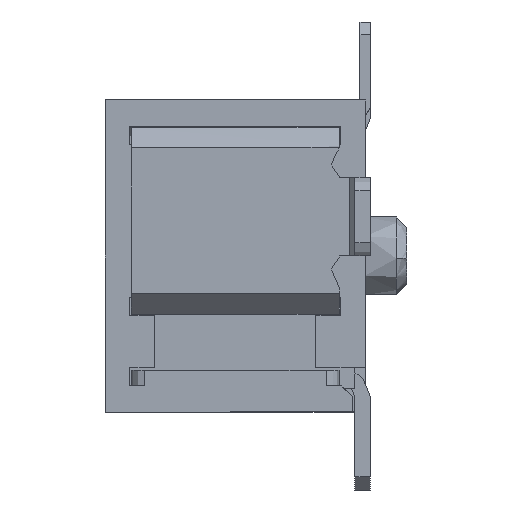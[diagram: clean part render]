
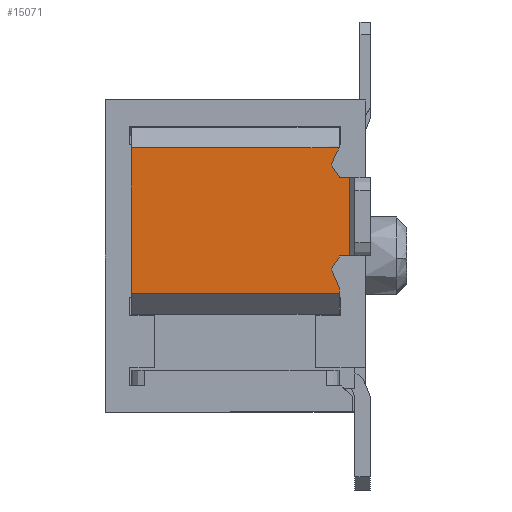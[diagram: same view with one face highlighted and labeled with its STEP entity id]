
A CAD part, left-side view. The second image highlights one B-rep face of the part: STEP entity #15071.
In plain terms, the highlighted planar face has unit normal (-1, 0, 0).
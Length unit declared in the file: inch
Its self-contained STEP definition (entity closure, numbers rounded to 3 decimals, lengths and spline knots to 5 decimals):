
#708 = EDGE_CURVE ( 'NONE', #9791, #9250, #13958, .T. ) ;
#795 = EDGE_CURVE ( 'NONE', #8668, #9791, #9762, .T. ) ;
#992 = VECTOR ( 'NONE', #12497, 39.37008 ) ;
#1032 = LINE ( 'NONE', #11165, #992 ) ;
#1296 = ORIENTED_EDGE ( 'NONE', *, *, #12074, .T. ) ;
#1886 = CARTESIAN_POINT ( 'NONE',  ( -1.68701, 0.05118, -23.41059 ) ) ;
#2000 = EDGE_CURVE ( 'NONE', #8625, #8668, #16159, .T. ) ;
#2020 = DIRECTION ( 'NONE',  ( 0., 0., 1. ) ) ;
#2050 = DIRECTION ( 'NONE',  ( 0., 1., 0. ) ) ;
#2281 = CARTESIAN_POINT ( 'NONE',  ( -1.68701, 0.05149, -23.39091 ) ) ;
#2358 = CARTESIAN_POINT ( 'NONE',  ( -1.68701, 0.05709, -23.40157 ) ) ;
#2542 = CARTESIAN_POINT ( 'NONE',  ( -1.68701, 0.05709, -23.48031 ) ) ;
#2544 = CARTESIAN_POINT ( 'NONE',  ( -1.68701, 0.05603, -23.39641 ) ) ;
#2616 = CARTESIAN_POINT ( 'NONE',  ( -1.68701, 0.05709, -23.48031 ) ) ;
#2627 = CARTESIAN_POINT ( 'NONE',  ( -1.68701, 0.05709, -23.39894 ) ) ;
#2707 = CARTESIAN_POINT ( 'NONE',  ( -1.68701, 0.05709, -23.40157 ) ) ;
#2725 = CARTESIAN_POINT ( 'NONE',  ( -1.68701, 0.05413, -23.39454 ) ) ;
#2779 = ORIENTED_EDGE ( 'NONE', *, *, #7348, .T. ) ;
#2792 = B_SPLINE_CURVE_WITH_KNOTS ( 'NONE', 3,
 ( #10346, #6510, #5215, #2616 ),
 .UNSPECIFIED., .F., .F.,
 ( 4, 4 ),
 ( 0., 1. ),
 .UNSPECIFIED. ) ;
#3389 = ORIENTED_EDGE ( 'NONE', *, *, #7327, .T. ) ;
#3399 = CARTESIAN_POINT ( 'NONE',  ( -1.68701, 0.05296, -23.40982 ) ) ;
#3403 = CARTESIAN_POINT ( 'NONE',  ( -1.68701, 0.05223, -23.4892 ) ) ;
#3404 = CARTESIAN_POINT ( 'NONE',  ( -1.68701, 0.05118, -23.41059 ) ) ;
#3522 = CARTESIAN_POINT ( 'NONE',  ( -1.68701, 0.05441, -23.40859 ) ) ;
#3529 = CARTESIAN_POINT ( 'NONE',  ( -1.68701, 0.05655, -23.40534 ) ) ;
#3541 = CARTESIAN_POINT ( 'NONE',  ( -1.68701, 0.05709, -23.40354 ) ) ;
#3558 = CARTESIAN_POINT ( 'NONE',  ( -1.68701, 0.05709, -23.40157 ) ) ;
#3568 = EDGE_CURVE ( 'NONE', #9848, #8625, #4388, .T. ) ;
#3572 = CARTESIAN_POINT ( 'NONE',  ( -1.68701, 0.05118, -23.47129 ) ) ;
#4314 = CARTESIAN_POINT ( 'NONE',  ( -1.68701, 0.05118, -23.47047 ) ) ;
#4316 = VECTOR ( 'NONE', #4937, 39.37008 ) ;
#4369 = CARTESIAN_POINT ( 'NONE',  ( -1.68701, 0.05118, -23.41141 ) ) ;
#4388 = LINE ( 'NONE', #7427, #4316 ) ;
#4390 = ORIENTED_EDGE ( 'NONE', *, *, #9613, .T. ) ;
#4793 = EDGE_CURVE ( 'NONE', #8615, #11131, #15246, .T. ) ;
#4937 = DIRECTION ( 'NONE',  ( 0., 1., 0. ) ) ;
#4939 = ORIENTED_EDGE ( 'NONE', *, *, #5977, .T. ) ;
#5018 = DIRECTION ( 'NONE',  ( -1., 0., 0. ) ) ;
#5215 = CARTESIAN_POINT ( 'NONE',  ( -1.68701, 0.05709, -23.48297 ) ) ;
#5248 = ORIENTED_EDGE ( 'NONE', *, *, #708, .T. ) ;
#5426 = ORIENTED_EDGE ( 'NONE', *, *, #795, .T. ) ;
#5472 = CARTESIAN_POINT ( 'NONE',  ( -1.68701, 0.05118, -23.49437 ) ) ;
#5537 = VECTOR ( 'NONE', #2050, 39.37008 ) ;
#5606 = CARTESIAN_POINT ( 'NONE',  ( -1.68701, 0.05442, -23.47329 ) ) ;
#5977 = EDGE_CURVE ( 'NONE', #9250, #6377, #11845, .T. ) ;
#5985 = EDGE_CURVE ( 'NONE', #7398, #8615, #11015, .T. ) ;
#6218 = ORIENTED_EDGE ( 'NONE', *, *, #3568, .T. ) ;
#6252 = PLANE ( 'NONE',  #16402 ) ;
#6310 = VECTOR ( 'NONE', #2020, 39.37008 ) ;
#6326 = LINE ( 'NONE', #16161, #6310 ) ;
#6377 = VERTEX_POINT ( 'NONE', #12231 ) ;
#6510 = CARTESIAN_POINT ( 'NONE',  ( -1.68701, 0.05601, -23.4855 ) ) ;
#6588 = EDGE_CURVE ( 'NONE', #7711, #8142, #2792, .T. ) ;
#6764 = VECTOR ( 'NONE', #15924, 39.37008 ) ;
#6809 = CARTESIAN_POINT ( 'NONE',  ( -1.68701, 0.05709, -23.47837 ) ) ;
#6830 = ORIENTED_EDGE ( 'NONE', *, *, #4793, .T. ) ;
#6842 = LINE ( 'NONE', #6979, #6764 ) ;
#6869 = CARTESIAN_POINT ( 'NONE',  ( -1.68701, 0.05118, -23.47129 ) ) ;
#6979 = CARTESIAN_POINT ( 'NONE',  ( -1.68701, 0.20866, -23.49882 ) ) ;
#7055 = ORIENTED_EDGE ( 'NONE', *, *, #5985, .T. ) ;
#7056 = CARTESIAN_POINT ( 'NONE',  ( -1.68701, 0.20866, -23.47047 ) ) ;
#7138 = EDGE_CURVE ( 'NONE', #8142, #7398, #10282, .T. ) ;
#7190 = ORIENTED_EDGE ( 'NONE', *, *, #7138, .T. ) ;
#7234 = EDGE_CURVE ( 'NONE', #8174, #11533, #6842, .T. ) ;
#7310 = ORIENTED_EDGE ( 'NONE', *, *, #6588, .T. ) ;
#7327 = EDGE_CURVE ( 'NONE', #8174, #8540, #6326, .T. ) ;
#7348 = EDGE_CURVE ( 'NONE', #8540, #7711, #12028, .T. ) ;
#7398 = VERTEX_POINT ( 'NONE', #3572 ) ;
#7427 = CARTESIAN_POINT ( 'NONE',  ( -1.68701, 0.04331, -23.41141 ) ) ;
#7475 = CARTESIAN_POINT ( 'NONE',  ( -1.68701, 0.05413, -23.39454 ) ) ;
#7711 = VERTEX_POINT ( 'NONE', #8123 ) ;
#7727 = CARTESIAN_POINT ( 'NONE',  ( -1.68701, 0.04331, -23.41141 ) ) ;
#8058 = FACE_OUTER_BOUND ( 'NONE', #10527, .T. ) ;
#8082 = CARTESIAN_POINT ( 'NONE',  ( -1.68701, 0.05709, -23.48031 ) ) ;
#8123 = CARTESIAN_POINT ( 'NONE',  ( -1.68701, 0.05413, -23.48734 ) ) ;
#8142 = VERTEX_POINT ( 'NONE', #2542 ) ;
#8174 = VERTEX_POINT ( 'NONE', #12938 ) ;
#8331 = DIRECTION ( 'NONE',  ( 0., 0., -1. ) ) ;
#8540 = VERTEX_POINT ( 'NONE', #5472 ) ;
#8615 = VERTEX_POINT ( 'NONE', #4314 ) ;
#8625 = VERTEX_POINT ( 'NONE', #4369 ) ;
#8668 = VERTEX_POINT ( 'NONE', #1886 ) ;
#8753 = EDGE_CURVE ( 'NONE', #11131, #9848, #1032, .T. ) ;
#8893 = LINE ( 'NONE', #13584, #5537 ) ;
#8907 = CARTESIAN_POINT ( 'NONE',  ( -1.68701, 0.04331, -23.47047 ) ) ;
#9250 = VERTEX_POINT ( 'NONE', #11420 ) ;
#9613 = EDGE_CURVE ( 'NONE', #6377, #12786, #8893, .T. ) ;
#9762 = B_SPLINE_CURVE_WITH_KNOTS ( 'NONE', 3,
 ( #3404, #3399, #3522, #3529, #3541, #3558 ),
 .UNSPECIFIED., .F., .F.,
 ( 4, 2, 4 ),
 ( 0., 0.5, 1. ),
 .UNSPECIFIED. ) ;
#9791 = VERTEX_POINT ( 'NONE', #2358 ) ;
#9848 = VERTEX_POINT ( 'NONE', #7727 ) ;
#10097 = CARTESIAN_POINT ( 'NONE',  ( -1.68701, 0.20866, -23.38858 ) ) ;
#10282 = B_SPLINE_CURVE_WITH_KNOTS ( 'NONE', 3,
 ( #8082, #6809, #13282, #5606, #14539, #6869 ),
 .UNSPECIFIED., .F., .F.,
 ( 4, 2, 4 ),
 ( 0., 0.5, 1. ),
 .UNSPECIFIED. ) ;
#10346 = CARTESIAN_POINT ( 'NONE',  ( -1.68701, 0.05413, -23.48734 ) ) ;
#10527 = EDGE_LOOP ( 'NONE', ( #7310, #7190, #7055, #6830, #15416, #6218, #12997, #5426, #5248, #4939, #4390, #1296, #10968, #3389, #2779 ) ) ;
#10657 = CARTESIAN_POINT ( 'NONE',  ( -1.68701, 0.05118, -23.47047 ) ) ;
#10945 = VECTOR ( 'NONE', #13911, 39.37008 ) ;
#10968 = ORIENTED_EDGE ( 'NONE', *, *, #7234, .F. ) ;
#11015 = LINE ( 'NONE', #12630, #10945 ) ;
#11033 = CARTESIAN_POINT ( 'NONE',  ( -1.68701, 0.05118, -23.49174 ) ) ;
#11131 = VERTEX_POINT ( 'NONE', #8907 ) ;
#11165 = CARTESIAN_POINT ( 'NONE',  ( -1.68701, 0.04331, -23.47047 ) ) ;
#11182 = VECTOR ( 'NONE', #8331, 39.37008 ) ;
#11313 = CARTESIAN_POINT ( 'NONE',  ( -1.68701, 0.05124, -23.38858 ) ) ;
#11420 = CARTESIAN_POINT ( 'NONE',  ( -1.68701, 0.05413, -23.39454 ) ) ;
#11533 = VERTEX_POINT ( 'NONE', #16294 ) ;
#11845 = B_SPLINE_CURVE_WITH_KNOTS ( 'NONE', 3,
 ( #7475, #15167, #2281, #11313 ),
 .UNSPECIFIED., .F., .F.,
 ( 4, 4 ),
 ( 0., 1. ),
 .UNSPECIFIED. ) ;
#11951 = DIRECTION ( 'NONE',  ( 0., 0., 1. ) ) ;
#12028 = B_SPLINE_CURVE_WITH_KNOTS ( 'NONE', 3,
 ( #14948, #11033, #3403, #12418 ),
 .UNSPECIFIED., .F., .F.,
 ( 4, 4 ),
 ( 0., 1. ),
 .UNSPECIFIED. ) ;
#12074 = EDGE_CURVE ( 'NONE', #12786, #11533, #15044, .T. ) ;
#12231 = CARTESIAN_POINT ( 'NONE',  ( -1.68701, 0.05124, -23.38858 ) ) ;
#12418 = CARTESIAN_POINT ( 'NONE',  ( -1.68701, 0.05413, -23.48734 ) ) ;
#12497 = DIRECTION ( 'NONE',  ( 0., 0., 1. ) ) ;
#12630 = CARTESIAN_POINT ( 'NONE',  ( -1.68701, 0.05118, -23.47047 ) ) ;
#12673 = CARTESIAN_POINT ( 'NONE',  ( -1.68701, 0.04331, -23.47047 ) ) ;
#12786 = VERTEX_POINT ( 'NONE', #10097 ) ;
#12938 = CARTESIAN_POINT ( 'NONE',  ( -1.68701, 0.05118, -23.49882 ) ) ;
#12997 = ORIENTED_EDGE ( 'NONE', *, *, #2000, .T. ) ;
#13282 = CARTESIAN_POINT ( 'NONE',  ( -1.68701, 0.05654, -23.47655 ) ) ;
#13584 = CARTESIAN_POINT ( 'NONE',  ( -1.68701, 0.04331, -23.38858 ) ) ;
#13911 = DIRECTION ( 'NONE',  ( 0., 0., 1. ) ) ;
#13954 = DIRECTION ( 'NONE',  ( 0., 0., 1. ) ) ;
#13958 = B_SPLINE_CURVE_WITH_KNOTS ( 'NONE', 3,
 ( #2707, #2627, #2544, #2725 ),
 .UNSPECIFIED., .F., .F.,
 ( 4, 4 ),
 ( 0., 1. ),
 .UNSPECIFIED. ) ;
#14539 = CARTESIAN_POINT ( 'NONE',  ( -1.68701, 0.05299, -23.47208 ) ) ;
#14948 = CARTESIAN_POINT ( 'NONE',  ( -1.68701, 0.05118, -23.49437 ) ) ;
#15044 = LINE ( 'NONE', #7056, #11182 ) ;
#15071 = ADVANCED_FACE ( 'NONE', ( #8058 ), #6252, .T. ) ;
#15167 = CARTESIAN_POINT ( 'NONE',  ( -1.68701, 0.05246, -23.3929 ) ) ;
#15204 = VECTOR ( 'NONE', #16450, 39.37008 ) ;
#15212 = CARTESIAN_POINT ( 'NONE',  ( -1.68701, 0.04331, -23.47047 ) ) ;
#15246 = LINE ( 'NONE', #15212, #15204 ) ;
#15416 = ORIENTED_EDGE ( 'NONE', *, *, #8753, .T. ) ;
#15924 = DIRECTION ( 'NONE',  ( 0., 1., 0. ) ) ;
#15955 = VECTOR ( 'NONE', #11951, 39.37008 ) ;
#16159 = LINE ( 'NONE', #10657, #15955 ) ;
#16161 = CARTESIAN_POINT ( 'NONE',  ( -1.68701, 0.05118, -23.47047 ) ) ;
#16294 = CARTESIAN_POINT ( 'NONE',  ( -1.68701, 0.20866, -23.49882 ) ) ;
#16402 = AXIS2_PLACEMENT_3D ( 'NONE', #12673, #5018, #13954 ) ;
#16450 = DIRECTION ( 'NONE',  ( 0., -1., 0. ) ) ;
